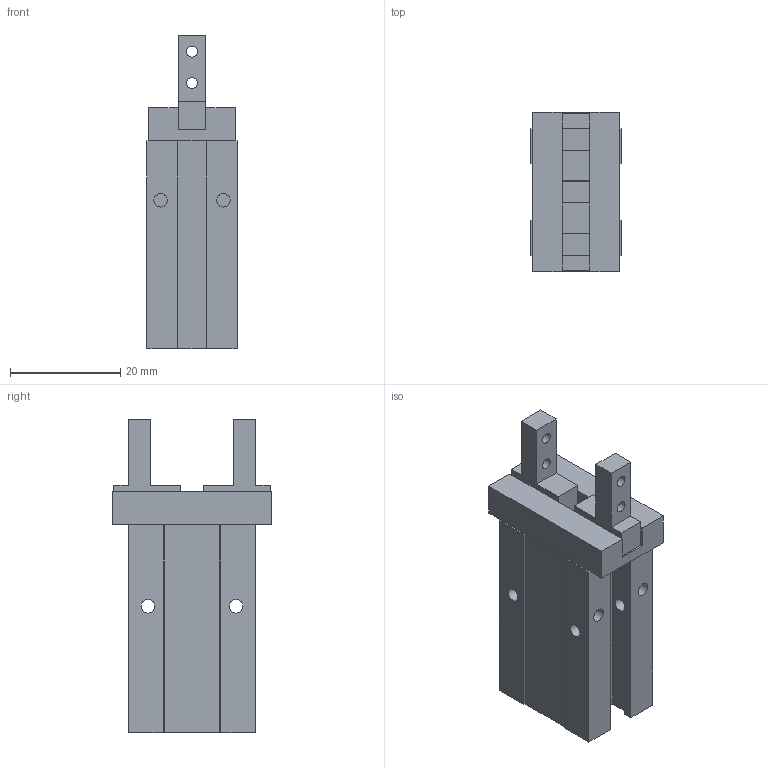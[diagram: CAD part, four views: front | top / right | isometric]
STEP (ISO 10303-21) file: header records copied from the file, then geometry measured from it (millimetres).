
FILE_DESCRIPTION((''),'2;1');
FILE_NAME('6310_10_##.stp','2007-02-24T10:58:50',('maffial1'),(''),'Autodesk Inventor 11','Autodesk Inventor 11','');
FILE_SCHEMA(('AUTOMOTIVE_DESIGN { 1 0 10303 214 1 1 1 1 }'));
Length unit declared in the file: millimetre
Products named in the file (3): 6310_10_##; CORPO6310Ø10; DITO6310Ø10
Assembly tree (3 placements, depth 2):
  6310_10_##
    CORPO6310Ø10
    DITO6310Ø10  x2
Bounding box: 16.4 x 29 x 57 mm (x, y, z)
Volume: 14318.1 mm3; surface area: 7259.2 mm2
Topology: 3 solids, 3 shells, 86 faces, 218 edges, 146 vertices
Faces by surface type: plane 63, bspline 22, cylinder 1
Full cylindrical faces by diameter (mm): 11 x1
Entity records: 2376 total; most frequent: CARTESIAN_POINT 610, ORIENTED_EDGE 336, DIRECTION 316, EDGE_CURVE 168, VECTOR 140, LINE 140, VERTEX_POINT 120, EDGE_LOOP 108
